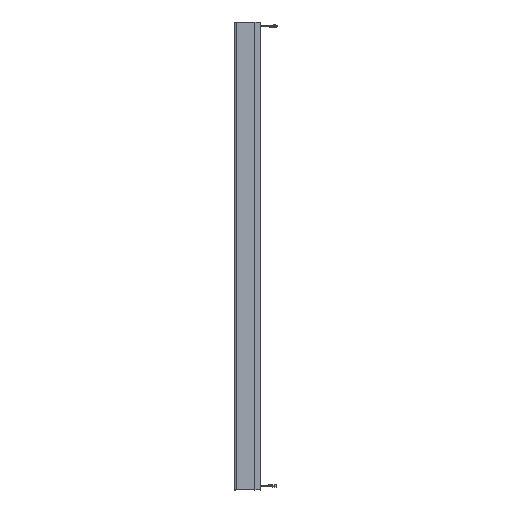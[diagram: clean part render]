
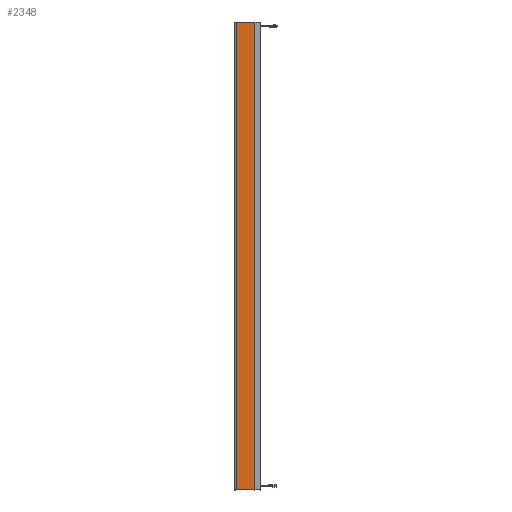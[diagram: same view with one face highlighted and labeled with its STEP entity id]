
A CAD part, left-side view. The second image highlights one B-rep face of the part: STEP entity #2348.
In plain terms, the highlighted planar face has unit normal (-1, 0, 0).
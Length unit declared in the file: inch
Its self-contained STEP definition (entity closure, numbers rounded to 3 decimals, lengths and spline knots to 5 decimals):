
#344 = EDGE_CURVE ( 'NONE', #5320, #4204, #10707, .T. ) ;
#1200 = ORIENTED_EDGE ( 'NONE', *, *, #4595, .F. ) ;
#1410 = VECTOR ( 'NONE', #2506, 39.37008 ) ;
#1914 = DIRECTION ( 'NONE',  ( 0., -1., 0. ) ) ;
#2348 = ADVANCED_FACE ( 'NONE', ( #6705 ), #13361, .F. ) ;
#2506 = DIRECTION ( 'NONE',  ( 0., -1., 0. ) ) ;
#3445 = DIRECTION ( 'NONE',  ( 1., 0., 0. ) ) ;
#3755 = EDGE_CURVE ( 'NONE', #5320, #11116, #5215, .T. ) ;
#3792 = LINE ( 'NONE', #5984, #9353 ) ;
#4204 = VERTEX_POINT ( 'NONE', #8623 ) ;
#4222 = ORIENTED_EDGE ( 'NONE', *, *, #344, .T. ) ;
#4595 = EDGE_CURVE ( 'NONE', #11116, #5369, #5556, .T. ) ;
#4744 = EDGE_CURVE ( 'NONE', #5369, #4204, #3792, .T. ) ;
#4775 = DIRECTION ( 'NONE',  ( 0., 0., -1. ) ) ;
#5189 = ORIENTED_EDGE ( 'NONE', *, *, #3755, .F. ) ;
#5215 = LINE ( 'NONE', #7611, #13885 ) ;
#5320 = VERTEX_POINT ( 'NONE', #10423 ) ;
#5369 = VERTEX_POINT ( 'NONE', #11558 ) ;
#5459 = CARTESIAN_POINT ( 'NONE',  ( 1.44902, 2.13669, 42.79722 ) ) ;
#5556 = LINE ( 'NONE', #6908, #1410 ) ;
#5919 = EDGE_LOOP ( 'NONE', ( #11748, #1200, #5189, #4222 ) ) ;
#5984 = CARTESIAN_POINT ( 'NONE',  ( 1.44902, -0.73732, 6.79722 ) ) ;
#6345 = DIRECTION ( 'NONE',  ( 0., 0., 1. ) ) ;
#6705 = FACE_OUTER_BOUND ( 'NONE', #5919, .T. ) ;
#6837 = CARTESIAN_POINT ( 'NONE',  ( 1.44902, -0.73732, 42.79722 ) ) ;
#6908 = CARTESIAN_POINT ( 'NONE',  ( 1.44902, 0.34535, 42.79722 ) ) ;
#7308 = CARTESIAN_POINT ( 'NONE',  ( 1.44902, 0.34535, -29.20278 ) ) ;
#7611 = CARTESIAN_POINT ( 'NONE',  ( 1.44902, 2.13669, 6.79722 ) ) ;
#8623 = CARTESIAN_POINT ( 'NONE',  ( 1.44902, -0.73732, -29.20278 ) ) ;
#9353 = VECTOR ( 'NONE', #4775, 39.37008 ) ;
#9394 = VECTOR ( 'NONE', #1914, 39.37008 ) ;
#10423 = CARTESIAN_POINT ( 'NONE',  ( 1.44902, 2.13669, -29.20278 ) ) ;
#10707 = LINE ( 'NONE', #7308, #9394 ) ;
#11028 = DIRECTION ( 'NONE',  ( 0., 0., -1. ) ) ;
#11116 = VERTEX_POINT ( 'NONE', #5459 ) ;
#11436 = AXIS2_PLACEMENT_3D ( 'NONE', #6837, #3445, #11028 ) ;
#11558 = CARTESIAN_POINT ( 'NONE',  ( 1.44902, -0.73732, 42.79722 ) ) ;
#11748 = ORIENTED_EDGE ( 'NONE', *, *, #4744, .F. ) ;
#13361 = PLANE ( 'NONE',  #11436 ) ;
#13885 = VECTOR ( 'NONE', #6345, 39.37008 ) ;
